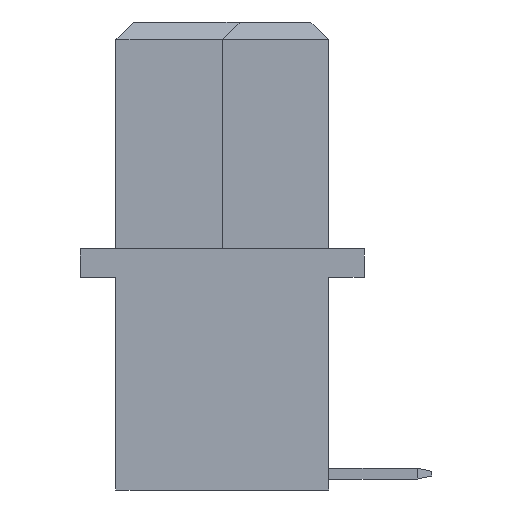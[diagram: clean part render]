
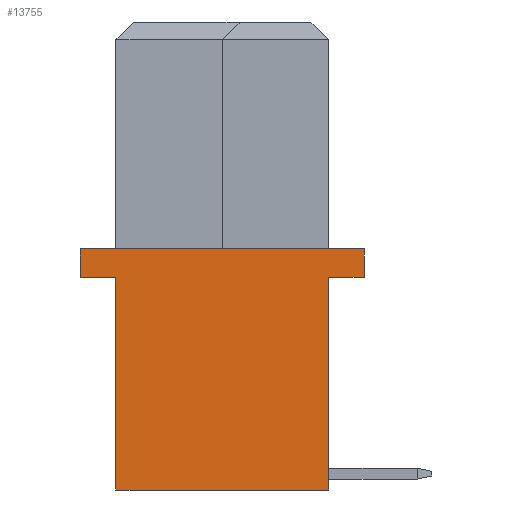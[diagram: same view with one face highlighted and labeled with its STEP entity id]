
A CAD part, left-side view. The second image highlights one B-rep face of the part: STEP entity #13755.
In plain terms, the highlighted planar face has unit normal (-1, 0, 0).
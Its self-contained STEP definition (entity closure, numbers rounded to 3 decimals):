
#180 = ORIENTED_EDGE ( 'NONE', *, *, #11926, .T. ) ;
#311 = EDGE_CURVE ( 'NONE', #1534, #10005, #8844, .T. ) ;
#312 = CARTESIAN_POINT ( 'NONE',  ( -27., -3., -7.2 ) ) ;
#325 = EDGE_CURVE ( 'NONE', #10671, #13375, #5612, .T. ) ;
#377 = CARTESIAN_POINT ( 'NONE',  ( -27., -3., -7.2 ) ) ;
#570 = VECTOR ( 'NONE', #8383, 1000. ) ;
#660 = VECTOR ( 'NONE', #8200, 1000. ) ;
#1233 = EDGE_CURVE ( 'NONE', #4657, #13861, #2679, .T. ) ;
#1534 = VERTEX_POINT ( 'NONE', #312 ) ;
#1662 = VECTOR ( 'NONE', #12279, 1000. ) ;
#1745 = CARTESIAN_POINT ( 'NONE',  ( -27., 4., -6.4 ) ) ;
#2057 = FACE_OUTER_BOUND ( 'NONE', #8732, .T. ) ;
#2214 = CARTESIAN_POINT ( 'NONE',  ( -27., 4., -7.2 ) ) ;
#2316 = ORIENTED_EDGE ( 'NONE', *, *, #9371, .T. ) ;
#2517 = CARTESIAN_POINT ( 'NONE',  ( -27., 4., -6.4 ) ) ;
#2679 = LINE ( 'NONE', #7206, #11602 ) ;
#2714 = VECTOR ( 'NONE', #3829, 1000. ) ;
#2887 = DIRECTION ( 'NONE',  ( 0., 0., 1. ) ) ;
#3143 = CARTESIAN_POINT ( 'NONE',  ( -27., -4., -13.2 ) ) ;
#3256 = AXIS2_PLACEMENT_3D ( 'NONE', #4352, #6369, #12037 ) ;
#3555 = CARTESIAN_POINT ( 'NONE',  ( -27., -4., -6.4 ) ) ;
#3829 = DIRECTION ( 'NONE',  ( 0., -1., 0. ) ) ;
#4352 = CARTESIAN_POINT ( 'NONE',  ( -27., -4., -13.2 ) ) ;
#4657 = VERTEX_POINT ( 'NONE', #8699 ) ;
#5420 = ORIENTED_EDGE ( 'NONE', *, *, #311, .F. ) ;
#5612 = LINE ( 'NONE', #9601, #570 ) ;
#5674 = VECTOR ( 'NONE', #10743, 1000. ) ;
#5804 = ORIENTED_EDGE ( 'NONE', *, *, #7452, .F. ) ;
#6166 = ORIENTED_EDGE ( 'NONE', *, *, #325, .F. ) ;
#6235 = ORIENTED_EDGE ( 'NONE', *, *, #7094, .F. ) ;
#6369 = DIRECTION ( 'NONE',  ( -1., 0., 0. ) ) ;
#6426 = VERTEX_POINT ( 'NONE', #7674 ) ;
#6692 = CARTESIAN_POINT ( 'NONE',  ( -27., -3., -7.2 ) ) ;
#6756 = CARTESIAN_POINT ( 'NONE',  ( -27., 3., -7.2 ) ) ;
#7094 = EDGE_CURVE ( 'NONE', #11919, #13861, #12521, .T. ) ;
#7206 = CARTESIAN_POINT ( 'NONE',  ( -27., -4., -13.2 ) ) ;
#7216 = VECTOR ( 'NONE', #11074, 1000. ) ;
#7452 = EDGE_CURVE ( 'NONE', #4657, #1534, #13653, .T. ) ;
#7674 = CARTESIAN_POINT ( 'NONE',  ( -27., 3., -13.2 ) ) ;
#8200 = DIRECTION ( 'NONE',  ( 0., 1., 0. ) ) ;
#8375 = LINE ( 'NONE', #9457, #5674 ) ;
#8383 = DIRECTION ( 'NONE',  ( 0., 1., 0. ) ) ;
#8467 = LINE ( 'NONE', #3143, #9687 ) ;
#8699 = CARTESIAN_POINT ( 'NONE',  ( -27., -4., -7.2 ) ) ;
#8732 = EDGE_LOOP ( 'NONE', ( #5420, #5804, #10824, #6235, #12953, #6166, #180, #2316 ) ) ;
#8844 = LINE ( 'NONE', #6692, #7216 ) ;
#9371 = EDGE_CURVE ( 'NONE', #6426, #10005, #8467, .T. ) ;
#9457 = CARTESIAN_POINT ( 'NONE',  ( -27., 4., -13.2 ) ) ;
#9601 = CARTESIAN_POINT ( 'NONE',  ( -27., 4., -7.2 ) ) ;
#9687 = VECTOR ( 'NONE', #11837, 1000. ) ;
#9818 = EDGE_CURVE ( 'NONE', #13375, #11919, #8375, .T. ) ;
#10005 = VERTEX_POINT ( 'NONE', #12029 ) ;
#10203 = CARTESIAN_POINT ( 'NONE',  ( -27., 3., -7.2 ) ) ;
#10671 = VERTEX_POINT ( 'NONE', #6756 ) ;
#10743 = DIRECTION ( 'NONE',  ( 0., 0., 1. ) ) ;
#10824 = ORIENTED_EDGE ( 'NONE', *, *, #1233, .T. ) ;
#11071 = LINE ( 'NONE', #10203, #1662 ) ;
#11074 = DIRECTION ( 'NONE',  ( 0., 0., -1. ) ) ;
#11602 = VECTOR ( 'NONE', #2887, 1000. ) ;
#11837 = DIRECTION ( 'NONE',  ( 0., -1., 0. ) ) ;
#11919 = VERTEX_POINT ( 'NONE', #2517 ) ;
#11926 = EDGE_CURVE ( 'NONE', #10671, #6426, #11071, .T. ) ;
#11966 = PLANE ( 'NONE',  #3256 ) ;
#12029 = CARTESIAN_POINT ( 'NONE',  ( -27., -3., -13.2 ) ) ;
#12037 = DIRECTION ( 'NONE',  ( 0., 0., 1. ) ) ;
#12279 = DIRECTION ( 'NONE',  ( 0., 0., -1. ) ) ;
#12521 = LINE ( 'NONE', #1745, #2714 ) ;
#12953 = ORIENTED_EDGE ( 'NONE', *, *, #9818, .F. ) ;
#13375 = VERTEX_POINT ( 'NONE', #2214 ) ;
#13653 = LINE ( 'NONE', #377, #660 ) ;
#13755 = ADVANCED_FACE ( 'NONE', ( #2057 ), #11966, .T. ) ;
#13861 = VERTEX_POINT ( 'NONE', #3555 ) ;
